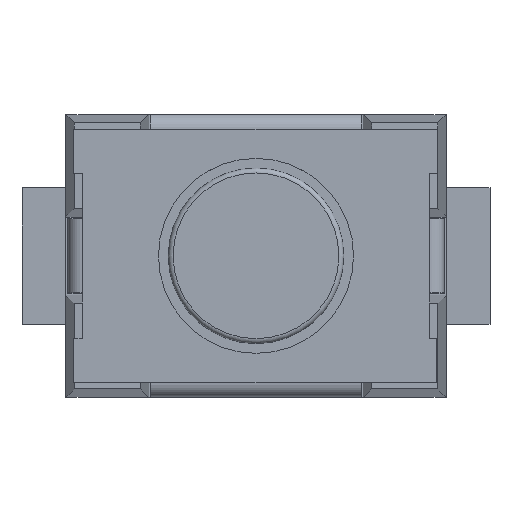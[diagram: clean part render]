
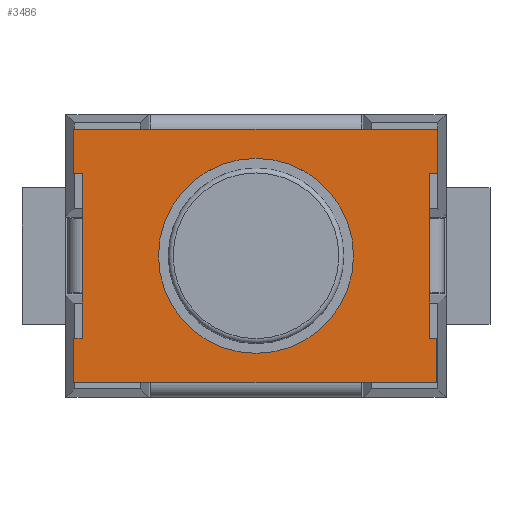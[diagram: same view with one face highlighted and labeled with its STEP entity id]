
A CAD part, top view. The second image highlights one B-rep face of the part: STEP entity #3486.
In plain terms, the highlighted planar face has unit normal (0, 0, 1).
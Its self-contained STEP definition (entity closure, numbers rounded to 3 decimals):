
#17=FACE_BOUND('',#371,.T.);
#46=CIRCLE('',#3645,1.);
#170=FACE_OUTER_BOUND('',#370,.T.);
#370=EDGE_LOOP('',(#2460,#2461,#2462,#2463,#2464,#2465,#2466,#2467,#2468,
#2469,#2470,#2471,#2472,#2473,#2474,#2475,#2476,#2477,#2478,#2479));
#371=EDGE_LOOP('',(#2480));
#705=LINE('',#5243,#1128);
#706=LINE('',#5245,#1129);
#707=LINE('',#5247,#1130);
#708=LINE('',#5249,#1131);
#709=LINE('',#5251,#1132);
#710=LINE('',#5253,#1133);
#711=LINE('',#5255,#1134);
#712=LINE('',#5257,#1135);
#713=LINE('',#5259,#1136);
#714=LINE('',#5261,#1137);
#715=LINE('',#5263,#1138);
#716=LINE('',#5265,#1139);
#717=LINE('',#5267,#1140);
#718=LINE('',#5269,#1141);
#719=LINE('',#5271,#1142);
#720=LINE('',#5273,#1143);
#721=LINE('',#5275,#1144);
#722=LINE('',#5277,#1145);
#723=LINE('',#5279,#1146);
#724=LINE('',#5280,#1147);
#1128=VECTOR('',#4260,1.);
#1129=VECTOR('',#4261,1.);
#1130=VECTOR('',#4262,1.);
#1131=VECTOR('',#4263,1.);
#1132=VECTOR('',#4264,1.);
#1133=VECTOR('',#4265,1.);
#1134=VECTOR('',#4266,1.);
#1135=VECTOR('',#4267,1.);
#1136=VECTOR('',#4268,1.);
#1137=VECTOR('',#4269,1.);
#1138=VECTOR('',#4270,1.);
#1139=VECTOR('',#4271,1.);
#1140=VECTOR('',#4272,1.);
#1141=VECTOR('',#4273,1.);
#1142=VECTOR('',#4274,1.);
#1143=VECTOR('',#4275,1.);
#1144=VECTOR('',#4276,1.);
#1145=VECTOR('',#4277,1.);
#1146=VECTOR('',#4278,1.);
#1147=VECTOR('',#4279,1.);
#1360=VERTEX_POINT('',#4863);
#1486=VERTEX_POINT('',#5241);
#1487=VERTEX_POINT('',#5242);
#1488=VERTEX_POINT('',#5244);
#1489=VERTEX_POINT('',#5246);
#1490=VERTEX_POINT('',#5248);
#1491=VERTEX_POINT('',#5250);
#1492=VERTEX_POINT('',#5252);
#1493=VERTEX_POINT('',#5254);
#1494=VERTEX_POINT('',#5256);
#1495=VERTEX_POINT('',#5258);
#1496=VERTEX_POINT('',#5260);
#1497=VERTEX_POINT('',#5262);
#1498=VERTEX_POINT('',#5264);
#1499=VERTEX_POINT('',#5266);
#1500=VERTEX_POINT('',#5268);
#1501=VERTEX_POINT('',#5270);
#1502=VERTEX_POINT('',#5272);
#1503=VERTEX_POINT('',#5274);
#1504=VERTEX_POINT('',#5276);
#1505=VERTEX_POINT('',#5278);
#1648=EDGE_CURVE('',#1360,#1360,#46,.T.);
#1836=EDGE_CURVE('',#1486,#1487,#705,.T.);
#1837=EDGE_CURVE('',#1487,#1488,#706,.T.);
#1838=EDGE_CURVE('',#1488,#1489,#707,.T.);
#1839=EDGE_CURVE('',#1489,#1490,#708,.T.);
#1840=EDGE_CURVE('',#1490,#1491,#709,.T.);
#1841=EDGE_CURVE('',#1491,#1492,#710,.T.);
#1842=EDGE_CURVE('',#1492,#1493,#711,.T.);
#1843=EDGE_CURVE('',#1493,#1494,#712,.T.);
#1844=EDGE_CURVE('',#1494,#1495,#713,.T.);
#1845=EDGE_CURVE('',#1495,#1496,#714,.T.);
#1846=EDGE_CURVE('',#1496,#1497,#715,.T.);
#1847=EDGE_CURVE('',#1497,#1498,#716,.T.);
#1848=EDGE_CURVE('',#1498,#1499,#717,.T.);
#1849=EDGE_CURVE('',#1499,#1500,#718,.T.);
#1850=EDGE_CURVE('',#1500,#1501,#719,.T.);
#1851=EDGE_CURVE('',#1501,#1502,#720,.T.);
#1852=EDGE_CURVE('',#1502,#1503,#721,.T.);
#1853=EDGE_CURVE('',#1503,#1504,#722,.T.);
#1854=EDGE_CURVE('',#1504,#1505,#723,.T.);
#1855=EDGE_CURVE('',#1505,#1486,#724,.T.);
#2460=ORIENTED_EDGE('',*,*,#1836,.T.);
#2461=ORIENTED_EDGE('',*,*,#1837,.T.);
#2462=ORIENTED_EDGE('',*,*,#1838,.T.);
#2463=ORIENTED_EDGE('',*,*,#1839,.T.);
#2464=ORIENTED_EDGE('',*,*,#1840,.T.);
#2465=ORIENTED_EDGE('',*,*,#1841,.T.);
#2466=ORIENTED_EDGE('',*,*,#1842,.T.);
#2467=ORIENTED_EDGE('',*,*,#1843,.T.);
#2468=ORIENTED_EDGE('',*,*,#1844,.T.);
#2469=ORIENTED_EDGE('',*,*,#1845,.T.);
#2470=ORIENTED_EDGE('',*,*,#1846,.T.);
#2471=ORIENTED_EDGE('',*,*,#1847,.T.);
#2472=ORIENTED_EDGE('',*,*,#1848,.T.);
#2473=ORIENTED_EDGE('',*,*,#1849,.T.);
#2474=ORIENTED_EDGE('',*,*,#1850,.T.);
#2475=ORIENTED_EDGE('',*,*,#1851,.T.);
#2476=ORIENTED_EDGE('',*,*,#1852,.T.);
#2477=ORIENTED_EDGE('',*,*,#1853,.T.);
#2478=ORIENTED_EDGE('',*,*,#1854,.T.);
#2479=ORIENTED_EDGE('',*,*,#1855,.T.);
#2480=ORIENTED_EDGE('',*,*,#1648,.F.);
#3103=PLANE('',#3710);
#3486=ADVANCED_FACE('',(#170,#17),#3103,.T.);
#3645=AXIS2_PLACEMENT_3D('',#4864,#3942,#3943);
#3710=AXIS2_PLACEMENT_3D('',#5240,#4258,#4259);
#3942=DIRECTION('center_axis',(0.,0.,1.));
#3943=DIRECTION('ref_axis',(1.,0.,0.));
#4258=DIRECTION('center_axis',(0.,0.,1.));
#4259=DIRECTION('ref_axis',(1.,0.,0.));
#4260=DIRECTION('',(0.,1.,0.));
#4261=DIRECTION('',(0.,1.,0.));
#4262=DIRECTION('',(0.,1.,0.));
#4263=DIRECTION('',(1.,0.,0.));
#4264=DIRECTION('',(0.,1.,0.));
#4265=DIRECTION('',(-1.,0.,0.));
#4266=DIRECTION('',(-1.,0.,0.));
#4267=DIRECTION('',(-1.,0.,0.));
#4268=DIRECTION('',(0.,-1.,0.));
#4269=DIRECTION('',(1.,0.,0.));
#4270=DIRECTION('',(0.,-1.,0.));
#4271=DIRECTION('',(0.,-1.,0.));
#4272=DIRECTION('',(0.,-1.,0.));
#4273=DIRECTION('',(-1.,0.,0.));
#4274=DIRECTION('',(0.,-1.,0.));
#4275=DIRECTION('',(1.,0.,0.));
#4276=DIRECTION('',(1.,0.,0.));
#4277=DIRECTION('',(1.,0.,0.));
#4278=DIRECTION('',(0.,1.,0.));
#4279=DIRECTION('',(-1.,-0.016,0.));
#4863=CARTESIAN_POINT('',(1.,0.,1.55));
#4864=CARTESIAN_POINT('Origin',(0.,0.,1.55));
#5240=CARTESIAN_POINT('Origin',(0.,0.,1.55));
#5241=CARTESIAN_POINT('',(1.78,-0.846,1.55));
#5242=CARTESIAN_POINT('',(1.78,-0.38,1.55));
#5243=CARTESIAN_POINT('',(1.78,-0.846,1.55));
#5244=CARTESIAN_POINT('',(1.78,0.38,1.55));
#5245=CARTESIAN_POINT('',(1.78,0.38,1.55));
#5246=CARTESIAN_POINT('',(1.78,0.846,1.55));
#5247=CARTESIAN_POINT('',(1.78,0.846,1.55));
#5248=CARTESIAN_POINT('',(1.864,0.846,1.55));
#5249=CARTESIAN_POINT('',(1.864,0.846,1.55));
#5250=CARTESIAN_POINT('',(1.864,1.3,1.55));
#5251=CARTESIAN_POINT('',(1.864,0.846,1.55));
#5252=CARTESIAN_POINT('',(1.08,1.3,1.55));
#5253=CARTESIAN_POINT('',(1.08,1.3,1.55));
#5254=CARTESIAN_POINT('',(-1.08,1.3,1.55));
#5255=CARTESIAN_POINT('',(-1.08,1.3,1.55));
#5256=CARTESIAN_POINT('',(-1.871,1.3,1.55));
#5257=CARTESIAN_POINT('',(-1.08,1.3,1.55));
#5258=CARTESIAN_POINT('',(-1.871,0.846,1.55));
#5259=CARTESIAN_POINT('',(-1.871,1.3,1.55));
#5260=CARTESIAN_POINT('',(-1.78,0.846,1.55));
#5261=CARTESIAN_POINT('',(-1.871,0.846,1.55));
#5262=CARTESIAN_POINT('',(-1.78,0.38,1.55));
#5263=CARTESIAN_POINT('',(-1.78,0.846,1.55));
#5264=CARTESIAN_POINT('',(-1.78,-0.38,1.55));
#5265=CARTESIAN_POINT('',(-1.78,-0.38,1.55));
#5266=CARTESIAN_POINT('',(-1.78,-0.846,1.55));
#5267=CARTESIAN_POINT('',(-1.78,-0.846,1.55));
#5268=CARTESIAN_POINT('',(-1.871,-0.846,1.55));
#5269=CARTESIAN_POINT('',(-1.871,-0.846,1.55));
#5270=CARTESIAN_POINT('',(-1.871,-1.3,1.55));
#5271=CARTESIAN_POINT('',(-1.871,-0.846,1.55));
#5272=CARTESIAN_POINT('',(-1.08,-1.3,1.55));
#5273=CARTESIAN_POINT('',(-1.08,-1.3,1.55));
#5274=CARTESIAN_POINT('',(1.08,-1.3,1.55));
#5275=CARTESIAN_POINT('',(1.08,-1.3,1.55));
#5276=CARTESIAN_POINT('',(1.855,-1.3,1.55));
#5277=CARTESIAN_POINT('',(1.08,-1.3,1.55));
#5278=CARTESIAN_POINT('',(1.855,-0.845,1.55));
#5279=CARTESIAN_POINT('',(1.855,-0.845,1.55));
#5280=CARTESIAN_POINT('',(1.855,-0.845,1.55));
